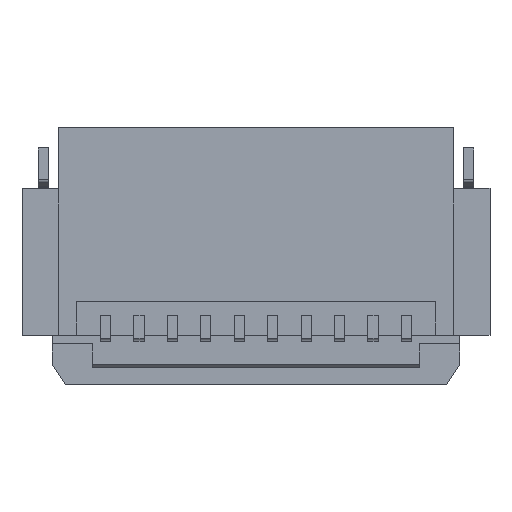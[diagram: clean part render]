
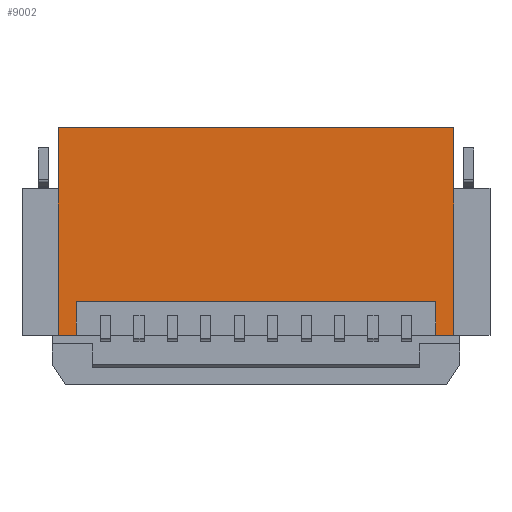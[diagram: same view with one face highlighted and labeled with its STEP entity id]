
A CAD part, front view. The second image highlights one B-rep face of the part: STEP entity #9002.
In plain terms, the highlighted planar face has unit normal (0, -1, 0).
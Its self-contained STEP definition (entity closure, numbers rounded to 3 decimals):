
#798=FACE_OUTER_BOUND('',#1242,.T.);
#1242=EDGE_LOOP('',(#6269,#6270,#6271,#6272,#6273,#6274,#6275,#6276));
#1681=LINE('',#12554,#2758);
#1721=LINE('',#12636,#2798);
#1734=LINE('',#12660,#2811);
#1856=LINE('',#12936,#2933);
#1857=LINE('',#12939,#2934);
#1858=LINE('',#12940,#2935);
#1859=LINE('',#12941,#2936);
#1860=LINE('',#12942,#2937);
#2758=VECTOR('',#10116,5.91);
#2798=VECTOR('',#10172,0.27);
#2811=VECTOR('',#10185,0.27);
#2933=VECTOR('',#10383,0.5);
#2934=VECTOR('',#10386,0.5);
#2935=VECTOR('',#10387,3.1);
#2936=VECTOR('',#10388,3.1);
#2937=VECTOR('',#10389,5.37);
#3835=VERTEX_POINT('',#12551);
#3836=VERTEX_POINT('',#12553);
#3869=VERTEX_POINT('',#12633);
#3870=VERTEX_POINT('',#12635);
#3880=VERTEX_POINT('',#12657);
#3881=VERTEX_POINT('',#12659);
#3997=VERTEX_POINT('',#12934);
#3998=VERTEX_POINT('',#12938);
#4705=EDGE_CURVE('',#3835,#3836,#1681,.T.);
#4745=EDGE_CURVE('',#3870,#3869,#1721,.T.);
#4758=EDGE_CURVE('',#3881,#3880,#1734,.T.);
#4898=EDGE_CURVE('',#3869,#3997,#1856,.T.);
#4899=EDGE_CURVE('',#3881,#3998,#1857,.T.);
#4900=EDGE_CURVE('',#3880,#3836,#1858,.T.);
#4901=EDGE_CURVE('',#3835,#3870,#1859,.T.);
#4902=EDGE_CURVE('',#3998,#3997,#1860,.T.);
#6269=ORIENTED_EDGE('',*,*,#4899,.F.);
#6270=ORIENTED_EDGE('',*,*,#4758,.T.);
#6271=ORIENTED_EDGE('',*,*,#4900,.T.);
#6272=ORIENTED_EDGE('',*,*,#4705,.F.);
#6273=ORIENTED_EDGE('',*,*,#4901,.T.);
#6274=ORIENTED_EDGE('',*,*,#4745,.T.);
#6275=ORIENTED_EDGE('',*,*,#4898,.T.);
#6276=ORIENTED_EDGE('',*,*,#4902,.F.);
#8661=PLANE('',#9478);
#9002=ADVANCED_FACE('',(#798),#8661,.T.);
#9478=AXIS2_PLACEMENT_3D('',#12937,#10384,#10385);
#10116=DIRECTION('',(1.,0.,0.));
#10172=DIRECTION('',(1.,0.,0.));
#10185=DIRECTION('',(1.,0.,0.));
#10383=DIRECTION('',(0.,0.,1.));
#10384=DIRECTION('center_axis',(0.,-1.,0.));
#10385=DIRECTION('ref_axis',(1.,0.,0.));
#10386=DIRECTION('',(0.,0.,1.));
#10387=DIRECTION('',(0.,0.,1.));
#10388=DIRECTION('',(0.,0.,-1.));
#10389=DIRECTION('',(-1.,0.,0.));
#12551=CARTESIAN_POINT('',(-2.955,-0.5,0.));
#12553=CARTESIAN_POINT('',(2.955,-0.5,0.));
#12554=CARTESIAN_POINT('',(-2.955,-0.5,0.));
#12633=CARTESIAN_POINT('',(-2.685,-0.5,-3.1));
#12635=CARTESIAN_POINT('',(-2.955,-0.5,-3.1));
#12636=CARTESIAN_POINT('',(-2.955,-0.5,-3.1));
#12657=CARTESIAN_POINT('',(2.955,-0.5,-3.1));
#12659=CARTESIAN_POINT('',(2.685,-0.5,-3.1));
#12660=CARTESIAN_POINT('',(2.685,-0.5,-3.1));
#12934=CARTESIAN_POINT('',(-2.685,-0.5,-2.6));
#12936=CARTESIAN_POINT('',(-2.685,-0.5,-3.1));
#12937=CARTESIAN_POINT('Origin',(-3.5,-0.5,0.));
#12938=CARTESIAN_POINT('',(2.685,-0.5,-2.6));
#12939=CARTESIAN_POINT('',(2.685,-0.5,-3.1));
#12940=CARTESIAN_POINT('',(2.955,-0.5,-3.1));
#12941=CARTESIAN_POINT('',(-2.955,-0.5,0.));
#12942=CARTESIAN_POINT('',(2.685,-0.5,-2.6));
